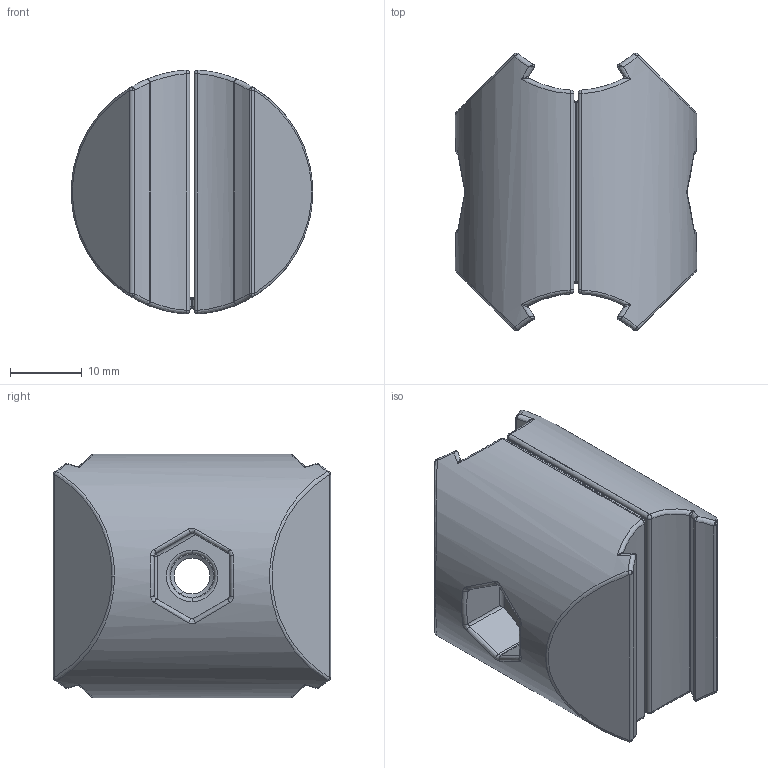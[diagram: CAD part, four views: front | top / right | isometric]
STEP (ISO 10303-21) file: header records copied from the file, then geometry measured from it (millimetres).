
FILE_DESCRIPTION (( 'STEP AP214' ), '1' );
FILE_NAME ('099rv28ps01.STEP', '2014-08-21T12:30:36', ( '' ), ( '' ), 'SwSTEP 2.0', 'SolidWorks 2014', '' );
FILE_SCHEMA (( 'AUTOMOTIVE_DESIGN' ));
Length unit declared in the file: millimetre
Products named in the file (3): prevailing torque nut thin insert_din_DIN EN ISO 10511 - M6 - S; 099rv28pr01_Standard; 099rv28ps01
Assembly tree (3 placements, depth 2):
  099rv28ps01
    099rv28pr01_Standard  x2
    prevailing torque nut thin insert_din_DIN EN ISO 10511 - M6 - S
Bounding box: 33.59 x 38.61 x 33.94 mm (x, y, z)
Volume: 20611.8 mm3; surface area: 12178 mm2
Topology: 3 solids, 3 shells, 671 faces, 1522 edges, 810 vertices
Faces by surface type: cylinder 248, bspline 134, plane 93, sphere 86, torus 78, cone 32
Entity records: 11422 total; most frequent: CARTESIAN_POINT 3868, DIRECTION 1601, ORIENTED_EDGE 1562, EDGE_CURVE 781, AXIS2_PLACEMENT_3D 679, VERTEX_POINT 430, EDGE_LOOP 379, CIRCLE 375
